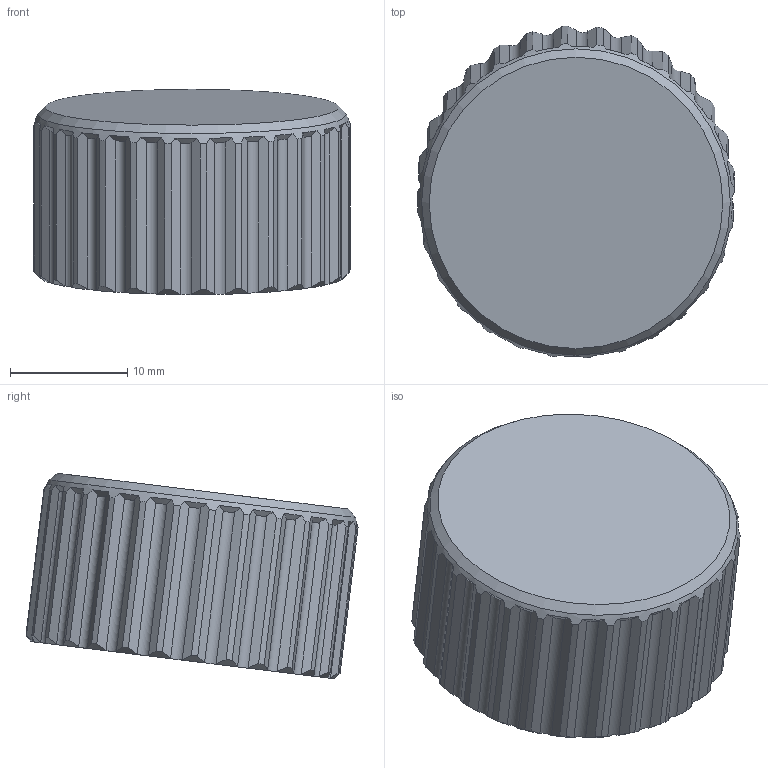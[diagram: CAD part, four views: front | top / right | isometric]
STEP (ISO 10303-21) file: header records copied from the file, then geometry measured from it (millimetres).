
FILE_DESCRIPTION(/* description */ (''),/* implementation_level */ '2;1');
FILE_NAME(/* name */ 'encoder.step',/* time_stamp */ '2023-05-30T00:42:34-07:00',/* author */ (''),/* organization */ (''),/* preprocessor_version */ 'ST-DEVELOPER v19.2',/* originating_system */ 'Autodesk Translation Framework v12.4.0.73',/* authorisation */ '');
FILE_SCHEMA (('AUTOMOTIVE_DESIGN { 1 0 10303 214 3 1 1 }'));
Length unit declared in the file: millimetre
Products named in the file (1): TrashTruck V2
Bounding box: 26.96 x 28.29 x 17.5 mm (x, y, z)
Volume: 3870.7 mm3; surface area: 3636.6 mm2
Topology: 1 solids, 1 shells, 207 faces, 605 edges, 403 vertices
Faces by surface type: plane 90, cylinder 59, cone 58
Full cylindrical faces by diameter (mm): 9 x1, 23 x1
Entity records: 7250 total; most frequent: CARTESIAN_POINT 2168, ORIENTED_EDGE 1210, DIRECTION 946, EDGE_CURVE 605, AXIS2_PLACEMENT_3D 413, VERTEX_POINT 403, EDGE_LOOP 210, FACE_OUTER_BOUND 207
